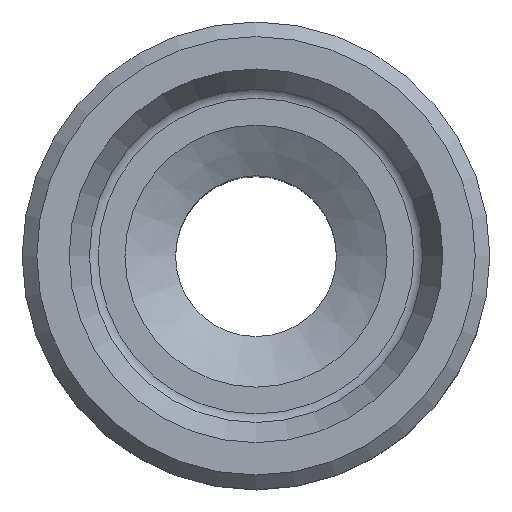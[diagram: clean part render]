
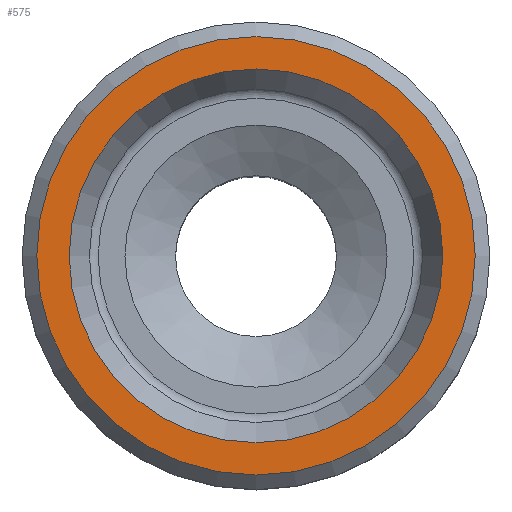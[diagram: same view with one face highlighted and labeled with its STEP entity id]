
A CAD part, top view. The second image highlights one B-rep face of the part: STEP entity #575.
In plain terms, the highlighted planar face has unit normal (0, 0, 1).
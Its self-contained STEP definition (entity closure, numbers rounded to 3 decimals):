
#501=CARTESIAN_POINT('',(0.0,6.393,7.5));
#502=VERTEX_POINT('',#501);
#503=CARTESIAN_POINT('',(0.0,0.0,7.5));
#504=DIRECTION('',(0.0,0.0,-1.0));
#505=DIRECTION('',(0.0,1.0,0.0));
#506=AXIS2_PLACEMENT_3D('',#503,#504,#505);
#507=CIRCLE('',#506,6.393);
#508=EDGE_CURVE('',#502,#502,#507,.T.);
#521=CARTESIAN_POINT('',(7.5,0.,7.5));
#522=VERTEX_POINT('',#521);
#523=CARTESIAN_POINT('',(0.0,0.0,7.5));
#524=DIRECTION('',(0.0,0.0,-1.0));
#525=DIRECTION('',(-1.0,0.0,0.0));
#526=AXIS2_PLACEMENT_3D('',#523,#524,#525);
#527=CIRCLE('',#526,7.5);
#528=EDGE_CURVE('',#522,#522,#527,.T.);
#564=CARTESIAN_POINT('',(0.0,0.0,7.5));
#565=DIRECTION('',(0.0,0.0,-1.0));
#566=DIRECTION('',(-1.0,0.0,0.0));
#567=AXIS2_PLACEMENT_3D('',#564,#565,#566);
#568=PLANE('',#567);
#569=ORIENTED_EDGE('',*,*,#528,.F.);
#570=EDGE_LOOP('',(#569));
#571=FACE_OUTER_BOUND('',#570,.T.);
#572=ORIENTED_EDGE('',*,*,#508,.T.);
#573=EDGE_LOOP('',(#572));
#574=FACE_BOUND('',#573,.T.);
#575=ADVANCED_FACE('',(#571,#574),#568,.F.);
